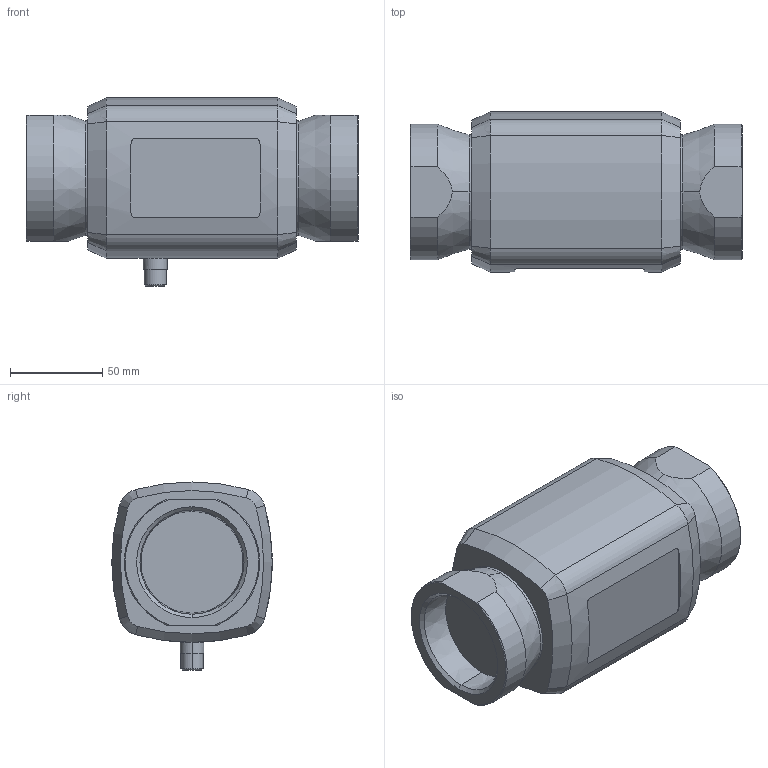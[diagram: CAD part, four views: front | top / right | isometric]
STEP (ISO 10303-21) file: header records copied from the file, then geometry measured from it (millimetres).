
FILE_DESCRIPTION (( 'STEP AP214' ), '1' );
FILE_NAME ('DMA50-AAADA1.STEP', '2025-08-27T15:07:22', ( '' ), ( '' ), 'SwSTEP 2.0', 'SolidWorks 2024', '' );
FILE_SCHEMA (( 'AUTOMOTIVE_DESIGN' ));
Length unit declared in the file: millimetre
Products named in the file (1): DMA50-AAADA1
Bounding box: 180 x 87 x 102 mm (x, y, z)
Volume: 917481.9 mm3; surface area: 68878 mm2
Topology: 1 solids, 1 shells, 76 faces, 173 edges, 107 vertices
Faces by surface type: cone 34, cylinder 26, plane 16
Entity records: 2327 total; most frequent: CARTESIAN_POINT 584, DIRECTION 386, ORIENTED_EDGE 346, EDGE_CURVE 173, AXIS2_PLACEMENT_3D 159, VERTEX_POINT 107, EDGE_LOOP 84, CIRCLE 82
